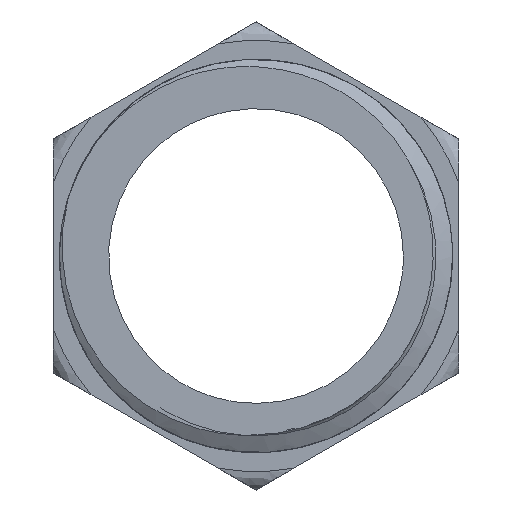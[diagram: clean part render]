
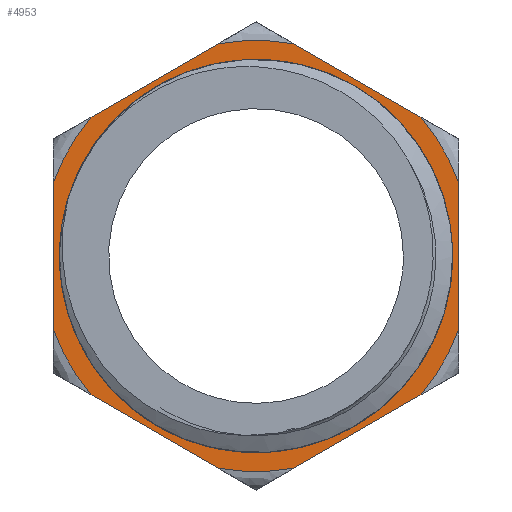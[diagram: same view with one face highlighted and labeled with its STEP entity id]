
A CAD part, left-side view. The second image highlights one B-rep face of the part: STEP entity #4953.
In plain terms, the highlighted free-form (B-spline) face has degree [1, 1] with [2, 2] control points.
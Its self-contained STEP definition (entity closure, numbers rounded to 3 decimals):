
#24 = VERTEX_POINT('',#25);
#25 = CARTESIAN_POINT('',(18.748,-14.286,
    0.));
#31 = VERTEX_POINT('',#32);
#32 = CARTESIAN_POINT('',(18.748,7.862,-11.928
    ));
#42 = EDGE_CURVE('',#31,#24,#43,.T.);
#43 = ( BOUNDED_CURVE() B_SPLINE_CURVE(2,(#44,#45,#46),.UNSPECIFIED.,.F.
,.F.) B_SPLINE_CURVE_WITH_KNOTS((3,3),(2.559,4.712),
.PIECEWISE_BEZIER_KNOTS.) CURVE() GEOMETRIC_REPRESENTATION_ITEM() 
RATIONAL_B_SPLINE_CURVE((1.,0.474,1.)) REPRESENTATION_ITEM('') 
  );
#44 = CARTESIAN_POINT('',(18.748,7.862,-11.928
    ));
#45 = CARTESIAN_POINT('',(18.748,-14.286,-26.526
    ));
#46 = CARTESIAN_POINT('',(18.748,-14.286,
    0.));
#86 = EDGE_CURVE('',#24,#31,#87,.T.);
#87 = ( BOUNDED_CURVE() B_SPLINE_CURVE(2,(#88,#89,#90,#91,#92),
.UNSPECIFIED.,.F.,.F.) B_SPLINE_CURVE_WITH_KNOTS((3,2,3),(4.712
,6.777,8.842),.PIECEWISE_BEZIER_KNOTS.) CURVE() 
GEOMETRIC_REPRESENTATION_ITEM() RATIONAL_B_SPLINE_CURVE((1.,
0.513,1.,0.513,1.)) REPRESENTATION_ITEM('') );
#88 = CARTESIAN_POINT('',(18.748,-14.286,
    0.));
#89 = CARTESIAN_POINT('',(18.748,-14.286,
    23.92));
#90 = CARTESIAN_POINT('',(18.748,6.774,12.578
    ));
#91 = CARTESIAN_POINT('',(18.748,27.834,1.236)
  );
#92 = CARTESIAN_POINT('',(18.748,7.862,-11.928
    ));
#4106 = VERTEX_POINT('',#4107);
#4107 = CARTESIAN_POINT('',(18.748,11.994,
    10.084));
#4124 = EDGE_CURVE('',#4125,#4106,#4127,.T.);
#4125 = VERTEX_POINT('',#4126);
#4126 = CARTESIAN_POINT('',(18.748,2.737,
    15.429));
#4127 = B_SPLINE_CURVE_WITH_KNOTS('',1,(#4128,#4129),.UNSPECIFIED.,.F.,
  .F.,(2,2),(-11.786,-3.804),.PIECEWISE_BEZIER_KNOTS.);
#4128 = CARTESIAN_POINT('',(18.748,2.737,
    15.429));
#4129 = CARTESIAN_POINT('',(18.748,11.994,
    10.084));
#4210 = VERTEX_POINT('',#4211);
#4211 = CARTESIAN_POINT('',(18.748,-2.737,
    15.429));
#4226 = EDGE_CURVE('',#4227,#4210,#4229,.T.);
#4227 = VERTEX_POINT('',#4228);
#4228 = CARTESIAN_POINT('',(18.748,-11.994,
    10.084));
#4229 = B_SPLINE_CURVE_WITH_KNOTS('',1,(#4230,#4231),.UNSPECIFIED.,.F.,
  .F.,(2,2),(-11.786,-3.804),.PIECEWISE_BEZIER_KNOTS.);
#4230 = CARTESIAN_POINT('',(18.748,-11.994,
    10.084));
#4231 = CARTESIAN_POINT('',(18.748,-2.737,
    15.429));
#4306 = VERTEX_POINT('',#4307);
#4307 = CARTESIAN_POINT('',(18.748,-11.994,
    -10.084));
#4324 = EDGE_CURVE('',#4325,#4306,#4327,.T.);
#4325 = VERTEX_POINT('',#4326);
#4326 = CARTESIAN_POINT('',(18.748,-2.737,
    -15.429));
#4327 = B_SPLINE_CURVE_WITH_KNOTS('',1,(#4328,#4329),.UNSPECIFIED.,.F.,
  .F.,(2,2),(-2.547,5.435),.PIECEWISE_BEZIER_KNOTS.);
#4328 = CARTESIAN_POINT('',(18.748,-2.737,
    -15.429));
#4329 = CARTESIAN_POINT('',(18.748,-11.994,
    -10.084));
#4410 = VERTEX_POINT('',#4411);
#4411 = CARTESIAN_POINT('',(18.748,-14.73,
    5.345));
#4426 = EDGE_CURVE('',#4427,#4410,#4429,.T.);
#4427 = VERTEX_POINT('',#4428);
#4428 = CARTESIAN_POINT('',(18.748,-14.73,
    -5.345));
#4429 = B_SPLINE_CURVE_WITH_KNOTS('',1,(#4430,#4431),.UNSPECIFIED.,.F.,
  .F.,(2,2),(-7.166,0.816),.PIECEWISE_BEZIER_KNOTS.);
#4430 = CARTESIAN_POINT('',(18.748,-14.73,
    -5.345));
#4431 = CARTESIAN_POINT('',(18.748,-14.73,
    5.345));
#4500 = VERTEX_POINT('',#4501);
#4501 = CARTESIAN_POINT('',(18.748,11.994,
    -10.084));
#4564 = VERTEX_POINT('',#4565);
#4565 = CARTESIAN_POINT('',(18.748,2.737,
    -15.429));
#4580 = EDGE_CURVE('',#4500,#4564,#4581,.T.);
#4581 = B_SPLINE_CURVE_WITH_KNOTS('',1,(#4582,#4583),.UNSPECIFIED.,.F.,
  .F.,(2,2),(-2.547,5.435),.PIECEWISE_BEZIER_KNOTS.);
#4582 = CARTESIAN_POINT('',(18.748,11.994,
    -10.084));
#4583 = CARTESIAN_POINT('',(18.748,2.737,
    -15.429));
#4594 = VERTEX_POINT('',#4595);
#4595 = CARTESIAN_POINT('',(18.748,14.73,
    5.345));
#4652 = VERTEX_POINT('',#4653);
#4653 = CARTESIAN_POINT('',(18.748,14.73,
    -5.345));
#4668 = EDGE_CURVE('',#4594,#4652,#4669,.T.);
#4669 = B_SPLINE_CURVE_WITH_KNOTS('',1,(#4670,#4671),.UNSPECIFIED.,.F.,
  .F.,(2,2),(-7.166,0.816),.PIECEWISE_BEZIER_KNOTS.);
#4670 = CARTESIAN_POINT('',(18.748,14.73,
    5.345));
#4671 = CARTESIAN_POINT('',(18.748,14.73,
    -5.345));
#4683 = EDGE_CURVE('',#4427,#4306,#4684,.T.);
#4684 = ( BOUNDED_CURVE() B_SPLINE_CURVE(2,(#4685,#4686,#4687),
.UNSPECIFIED.,.F.,.F.) B_SPLINE_CURVE_WITH_KNOTS((3,3),(0.348,
0.699),.PIECEWISE_BEZIER_KNOTS.) CURVE() 
GEOMETRIC_REPRESENTATION_ITEM() RATIONAL_B_SPLINE_CURVE((1.,
0.985,1.)) REPRESENTATION_ITEM('') );
#4685 = CARTESIAN_POINT('',(18.748,-14.73,
    -5.345));
#4686 = CARTESIAN_POINT('',(18.748,-13.782,
    -7.957));
#4687 = CARTESIAN_POINT('',(18.748,-11.994,
    -10.084));
#4704 = EDGE_CURVE('',#4325,#4564,#4705,.T.);
#4705 = ( BOUNDED_CURVE() B_SPLINE_CURVE(2,(#4706,#4707,#4708),
.UNSPECIFIED.,.F.,.F.) B_SPLINE_CURVE_WITH_KNOTS((3,3),(1.395,
1.746),.PIECEWISE_BEZIER_KNOTS.) CURVE() 
GEOMETRIC_REPRESENTATION_ITEM() RATIONAL_B_SPLINE_CURVE((1.,
0.985,1.)) REPRESENTATION_ITEM('') );
#4706 = CARTESIAN_POINT('',(18.748,-2.737,
    -15.429));
#4707 = CARTESIAN_POINT('',(18.748,0.,
    -15.915));
#4708 = CARTESIAN_POINT('',(18.748,2.737,
    -15.429));
#4725 = EDGE_CURVE('',#4500,#4652,#4726,.T.);
#4726 = ( BOUNDED_CURVE() B_SPLINE_CURVE(2,(#4727,#4728,#4729),
.UNSPECIFIED.,.F.,.F.) B_SPLINE_CURVE_WITH_KNOTS((3,3),(2.442,
2.794),.PIECEWISE_BEZIER_KNOTS.) CURVE() 
GEOMETRIC_REPRESENTATION_ITEM() RATIONAL_B_SPLINE_CURVE((1.,
0.985,1.)) REPRESENTATION_ITEM('') );
#4727 = CARTESIAN_POINT('',(18.748,11.994,
    -10.084));
#4728 = CARTESIAN_POINT('',(18.748,13.782,
    -7.957));
#4729 = CARTESIAN_POINT('',(18.748,14.73,
    -5.345));
#4745 = EDGE_CURVE('',#4227,#4410,#4746,.T.);
#4746 = ( BOUNDED_CURVE() B_SPLINE_CURVE(2,(#4747,#4748,#4749),
.UNSPECIFIED.,.F.,.F.) B_SPLINE_CURVE_WITH_KNOTS((3,3),(5.584,
5.935),.PIECEWISE_BEZIER_KNOTS.) CURVE() 
GEOMETRIC_REPRESENTATION_ITEM() RATIONAL_B_SPLINE_CURVE((1.,
0.985,1.)) REPRESENTATION_ITEM('') );
#4747 = CARTESIAN_POINT('',(18.748,-11.994,
    10.084));
#4748 = CARTESIAN_POINT('',(18.748,-13.782,
    7.957));
#4749 = CARTESIAN_POINT('',(18.748,-14.73,
    5.345));
#4767 = EDGE_CURVE('',#4125,#4210,#4768,.T.);
#4768 = ( BOUNDED_CURVE() B_SPLINE_CURVE(2,(#4769,#4770,#4771),
.UNSPECIFIED.,.F.,.F.) B_SPLINE_CURVE_WITH_KNOTS((3,3),(4.537,
4.888),.PIECEWISE_BEZIER_KNOTS.) CURVE() 
GEOMETRIC_REPRESENTATION_ITEM() RATIONAL_B_SPLINE_CURVE((1.,
0.985,1.)) REPRESENTATION_ITEM('') );
#4769 = CARTESIAN_POINT('',(18.748,2.737,
    15.429));
#4770 = CARTESIAN_POINT('',(18.748,0.,
    15.915));
#4771 = CARTESIAN_POINT('',(18.748,-2.737,
    15.429));
#4788 = EDGE_CURVE('',#4594,#4106,#4789,.T.);
#4789 = ( BOUNDED_CURVE() B_SPLINE_CURVE(2,(#4790,#4791,#4792),
.UNSPECIFIED.,.F.,.F.) B_SPLINE_CURVE_WITH_KNOTS((3,3),(3.49,
3.841),.PIECEWISE_BEZIER_KNOTS.) CURVE() 
GEOMETRIC_REPRESENTATION_ITEM() RATIONAL_B_SPLINE_CURVE((1.,
0.985,1.)) REPRESENTATION_ITEM('') );
#4790 = CARTESIAN_POINT('',(18.748,14.73,
    5.345));
#4791 = CARTESIAN_POINT('',(18.748,13.782,
    7.957));
#4792 = CARTESIAN_POINT('',(18.748,11.994,
    10.084));
#4953 = ADVANCED_FACE('',(#4954,#4968),#4972,.T.);
#4954 = FACE_BOUND('',#4955,.T.);
#4955 = EDGE_LOOP('',(#4956,#4957,#4958,#4959,#4960,#4961,#4962,#4963,
    #4964,#4965,#4966,#4967));
#4956 = ORIENTED_EDGE('',*,*,#4124,.T.);
#4957 = ORIENTED_EDGE('',*,*,#4788,.F.);
#4958 = ORIENTED_EDGE('',*,*,#4668,.T.);
#4959 = ORIENTED_EDGE('',*,*,#4725,.F.);
#4960 = ORIENTED_EDGE('',*,*,#4580,.T.);
#4961 = ORIENTED_EDGE('',*,*,#4704,.F.);
#4962 = ORIENTED_EDGE('',*,*,#4324,.T.);
#4963 = ORIENTED_EDGE('',*,*,#4683,.F.);
#4964 = ORIENTED_EDGE('',*,*,#4426,.T.);
#4965 = ORIENTED_EDGE('',*,*,#4745,.F.);
#4966 = ORIENTED_EDGE('',*,*,#4226,.T.);
#4967 = ORIENTED_EDGE('',*,*,#4767,.F.);
#4968 = FACE_BOUND('',#4969,.T.);
#4969 = EDGE_LOOP('',(#4970,#4971));
#4970 = ORIENTED_EDGE('',*,*,#42,.F.);
#4971 = ORIENTED_EDGE('',*,*,#86,.F.);
#4972 = B_SPLINE_SURFACE_WITH_KNOTS('',1,1,(
    (#4973,#4974)
    ,(#4975,#4976
    )),.UNSPECIFIED.,.F.,.F.,.F.,(2,2),(2,2),(-11.702,11.702),(
    -21.668,0.332),.PIECEWISE_BEZIER_KNOTS.);
#4973 = CARTESIAN_POINT('',(18.748,-14.73,
    -15.67));
#4974 = CARTESIAN_POINT('',(18.748,14.73,
    -15.67));
#4975 = CARTESIAN_POINT('',(18.748,-14.73,
    15.67));
#4976 = CARTESIAN_POINT('',(18.748,14.73,
    15.67));
